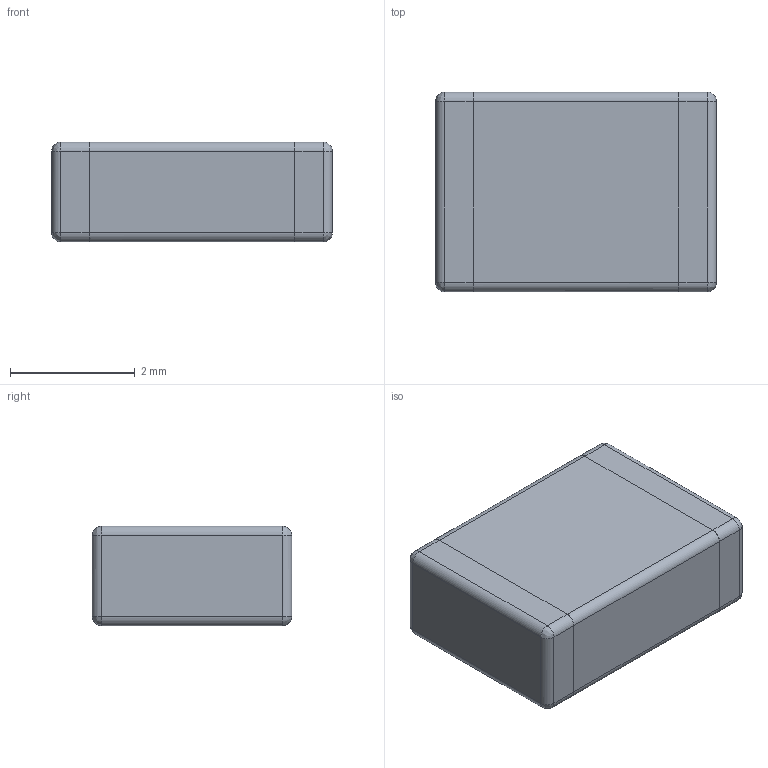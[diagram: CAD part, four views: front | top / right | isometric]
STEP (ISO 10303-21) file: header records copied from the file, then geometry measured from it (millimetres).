
FILE_DESCRIPTION(/* description */ (''),/* implementation_level */ '2;1');
FILE_NAME(/* name */ 'CAP1812',/* time_stamp */ '2013-04-30T16:38:32+02:00',/* author */ (''),/* organization */ (''),/* preprocessor_version */ 'ST-DEVELOPER v14',/* originating_system */ '',/* authorisation */ '');
FILE_SCHEMA (('AUTOMOTIVE_DESIGN'));
Length unit declared in the file: millimetre
Products named in the file (1): Document
Bounding box: 4.5 x 3.2 x 1.6 mm (x, y, z)
Surface area: 51 mm2 (no closed solid volume)
Topology: 0 solids, 3 shells, 42 faces, 104 edges, 56 vertices
Faces by surface type: bspline 28, plane 14
Entity records: 2240 total; most frequent: CARTESIAN_POINT 1032, B_SPLINE_CURVE_WITH_KNOTS 256, ORIENTED_EDGE 160, PCURVE 160, DEFINITIONAL_REPRESENTATION 160, SURFACE_CURVE 96, EDGE_CURVE 96, VERTEX_POINT 56
